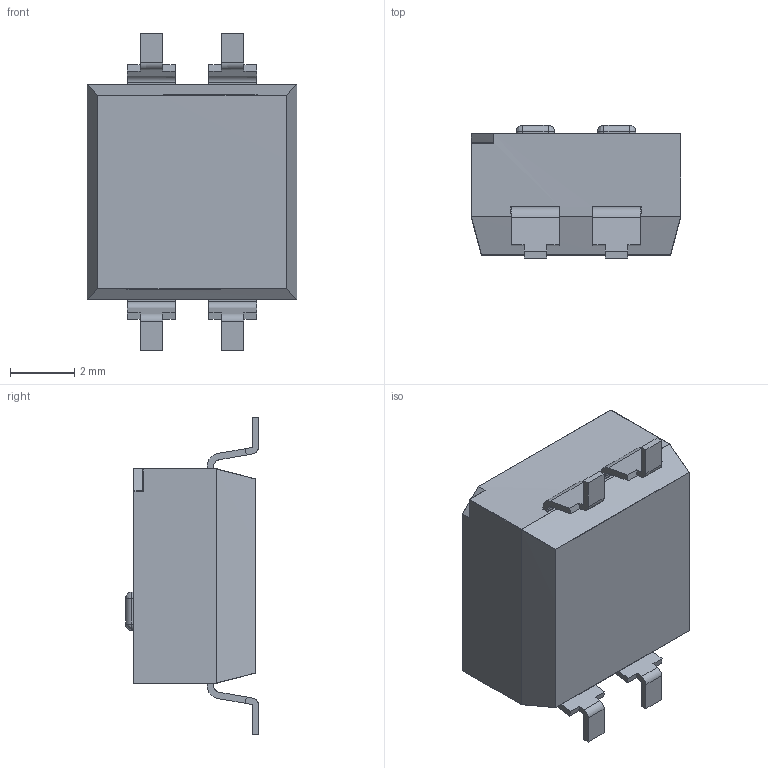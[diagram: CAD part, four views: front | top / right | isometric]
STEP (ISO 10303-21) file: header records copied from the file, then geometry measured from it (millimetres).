
FILE_DESCRIPTION (( 'STEP AP214' ), '1' );
FILE_NAME ('User Library-DIP SW 2P.STEP', '2019-10-01T15:25:05', ( '' ), ( '' ), 'SwSTEP 2.0', 'SolidWorks 2019', '' );
FILE_SCHEMA (( 'AUTOMOTIVE_DESIGN' ));
Length unit declared in the file: millimetre
Products named in the file (1): User Library-DIP SW 2P
Bounding box: 6.55 x 4.15 x 9.9 mm (x, y, z)
Volume: 161.1 mm3; surface area: 223.2 mm2
Topology: 1 solids, 1 shells, 252 faces, 613 edges, 353 vertices
Faces by surface type: cylinder 112, plane 86, bspline 54
Entity records: 9165 total; most frequent: CARTESIAN_POINT 2818, ORIENTED_EDGE 1182, DIRECTION 962, EDGE_CURVE 591, VERTEX_POINT 353, VECTOR 336, LINE 336, AXIS2_PLACEMENT_3D 313
